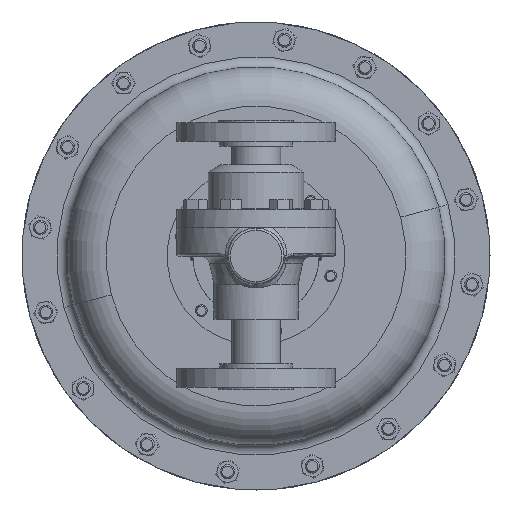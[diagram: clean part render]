
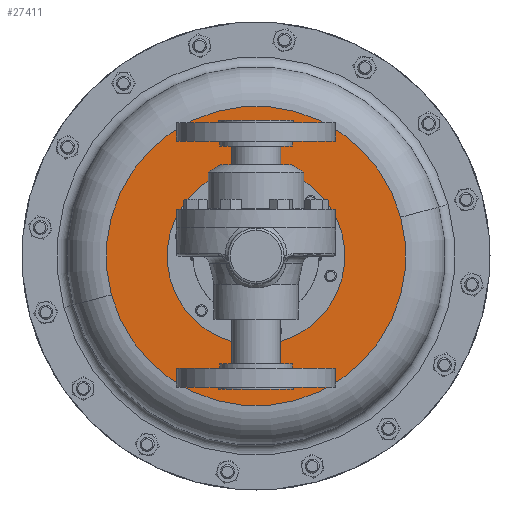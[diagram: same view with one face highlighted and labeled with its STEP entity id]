
A CAD part, front view. The second image highlights one B-rep face of the part: STEP entity #27411.
In plain terms, the highlighted planar face has unit normal (0, -1, 0).
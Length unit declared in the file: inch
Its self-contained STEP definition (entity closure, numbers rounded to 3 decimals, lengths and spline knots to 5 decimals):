
#342 = ORIENTED_EDGE ( 'NONE', *, *, #3737, .F. ) ;
#396 = DIRECTION ( 'NONE',  ( 0., 1., 0. ) ) ;
#420 = DIRECTION ( 'NONE',  ( 0., -1., 0. ) ) ;
#960 = VERTEX_POINT ( 'NONE', #10142 ) ;
#2505 = PLANE ( 'NONE',  #23632 ) ;
#2676 = CARTESIAN_POINT ( 'NONE',  ( 1.72307, 9.6203, 5.33564 ) ) ;
#2902 = EDGE_CURVE ( 'NONE', #27870, #23282, #24228, .T. ) ;
#3737 = EDGE_CURVE ( 'NONE', #23282, #27870, #11772, .T. ) ;
#4607 = FACE_OUTER_BOUND ( 'NONE', #4887, .T. ) ;
#4621 = CARTESIAN_POINT ( 'NONE',  ( 1.72307, 9.6203, 5.33564 ) ) ;
#4644 = DIRECTION ( 'NONE',  ( 0., 1., 0. ) ) ;
#4683 = DIRECTION ( 'NONE',  ( 0.966, 0., 0.259 ) ) ;
#4887 = EDGE_LOOP ( 'NONE', ( #9004, #342 ) ) ;
#6374 = CIRCLE ( 'NONE', #23964, 2.375 ) ;
#6769 = CARTESIAN_POINT ( 'NONE',  ( 5.58678, 9.6203, 6.37091 ) ) ;
#7953 = CARTESIAN_POINT ( 'NONE',  ( 0.0437, 9.6203, 7.01502 ) ) ;
#9004 = ORIENTED_EDGE ( 'NONE', *, *, #2902, .F. ) ;
#10142 = CARTESIAN_POINT ( 'NONE',  ( 3.40245, 9.6203, 3.65626 ) ) ;
#10729 = CIRCLE ( 'NONE', #13272, 2.375 ) ;
#11771 = ORIENTED_EDGE ( 'NONE', *, *, #18912, .T. ) ;
#11772 = CIRCLE ( 'NONE', #15646, 4. ) ;
#12892 = AXIS2_PLACEMENT_3D ( 'NONE', #4621, #4644, #4683 ) ;
#13272 = AXIS2_PLACEMENT_3D ( 'NONE', #2676, #396, #26272 ) ;
#13792 = VERTEX_POINT ( 'NONE', #7953 ) ;
#15124 = CARTESIAN_POINT ( 'NONE',  ( 1.72307, 9.6203, 5.33564 ) ) ;
#15646 = AXIS2_PLACEMENT_3D ( 'NONE', #27609, #27647, #27681 ) ;
#15904 = DIRECTION ( 'NONE',  ( -0.966, 0., -0.259 ) ) ;
#16505 = DIRECTION ( 'NONE',  ( 0., 1., 0. ) ) ;
#16697 = DIRECTION ( 'NONE',  ( 0.707, 0., -0.707 ) ) ;
#17389 = EDGE_CURVE ( 'NONE', #13792, #960, #6374, .T. ) ;
#18195 = EDGE_LOOP ( 'NONE', ( #24093, #11771 ) ) ;
#18912 = EDGE_CURVE ( 'NONE', #960, #13792, #10729, .T. ) ;
#20796 = FACE_BOUND ( 'NONE', #18195, .T. ) ;
#23282 = VERTEX_POINT ( 'NONE', #24220 ) ;
#23632 = AXIS2_PLACEMENT_3D ( 'NONE', #24715, #420, #15904 ) ;
#23964 = AXIS2_PLACEMENT_3D ( 'NONE', #15124, #16505, #16697 ) ;
#24093 = ORIENTED_EDGE ( 'NONE', *, *, #17389, .T. ) ;
#24220 = CARTESIAN_POINT ( 'NONE',  ( -2.14063, 9.6203, 4.30036 ) ) ;
#24228 = CIRCLE ( 'NONE', #12892, 4. ) ;
#24715 = CARTESIAN_POINT ( 'NONE',  ( 2.75835, 9.6203, 1.47193 ) ) ;
#26272 = DIRECTION ( 'NONE',  ( 0.707, 0., -0.707 ) ) ;
#27411 = ADVANCED_FACE ( 'NONE', ( #4607, #20796 ), #2505, .T. ) ;
#27609 = CARTESIAN_POINT ( 'NONE',  ( 1.72307, 9.6203, 5.33564 ) ) ;
#27647 = DIRECTION ( 'NONE',  ( 0., 1., 0. ) ) ;
#27681 = DIRECTION ( 'NONE',  ( 0.966, 0., 0.259 ) ) ;
#27870 = VERTEX_POINT ( 'NONE', #6769 ) ;
